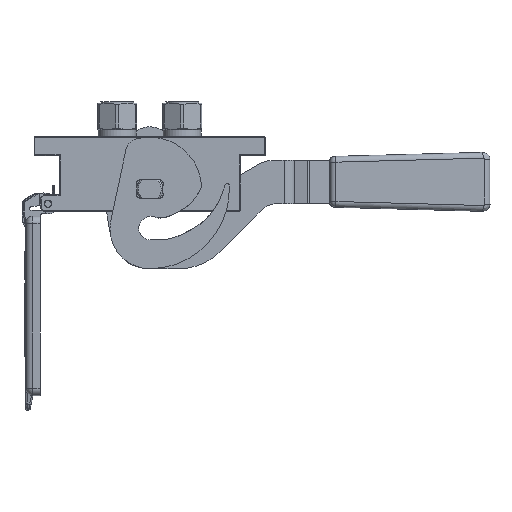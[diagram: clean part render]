
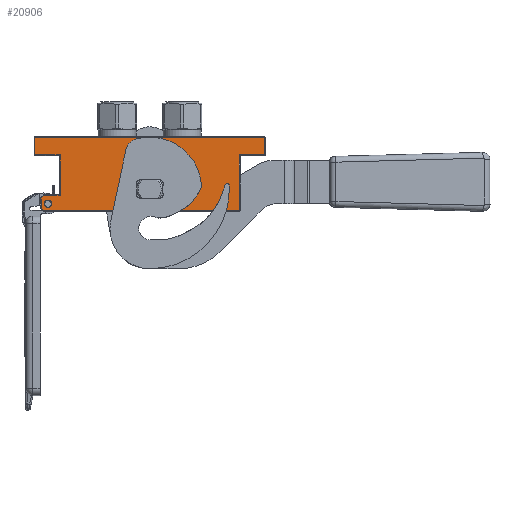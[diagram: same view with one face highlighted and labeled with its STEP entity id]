
A CAD part, front view. The second image highlights one B-rep face of the part: STEP entity #20906.
In plain terms, the highlighted planar face has unit normal (0, -1, 0).
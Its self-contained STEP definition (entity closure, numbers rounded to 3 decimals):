
#2 = CARTESIAN_POINT ( 'NONE',  ( 0., 0., -36.1 ) ) ;
#513 = DIRECTION ( 'NONE',  ( 0., 1., 0. ) ) ;
#1287 = EDGE_CURVE ( 'NONE', #71985, #24514, #15393, .T. ) ;
#1795 = DIRECTION ( 'NONE',  ( 1., 0., 0. ) ) ;
#1983 = DIRECTION ( 'NONE',  ( 0., 0., -1. ) ) ;
#2068 = DIRECTION ( 'NONE',  ( 0., 0., -1. ) ) ;
#2521 = CARTESIAN_POINT ( 'NONE',  ( 79.5, 0., -12.5 ) ) ;
#2986 = VERTEX_POINT ( 'NONE', #33109 ) ;
#3187 = VECTOR ( 'NONE', #54163, 1000. ) ;
#3926 = VECTOR ( 'NONE', #36369, 1000. ) ;
#3981 = VECTOR ( 'NONE', #16312, 1000. ) ;
#4227 = VECTOR ( 'NONE', #65360, 1000. ) ;
#4235 = VECTOR ( 'NONE', #24657, 1000. ) ;
#6049 = EDGE_CURVE ( 'NONE', #16210, #85507, #79281, .T. ) ;
#6537 = CARTESIAN_POINT ( 'NONE',  ( 0., 0., -47.4 ) ) ;
#7406 = DIRECTION ( 'NONE',  ( -1., 0., 0. ) ) ;
#7821 = DIRECTION ( 'NONE',  ( 1., 0., 0. ) ) ;
#7936 = CARTESIAN_POINT ( 'NONE',  ( -62., 0., -40.5 ) ) ;
#8142 = DIRECTION ( 'NONE',  ( 0., 1., 0. ) ) ;
#8491 = VERTEX_POINT ( 'NONE', #17806 ) ;
#9651 = CARTESIAN_POINT ( 'NONE',  ( -73.293, 0., -50.8 ) ) ;
#10620 = EDGE_CURVE ( 'NONE', #45302, #21766, #27483, .T. ) ;
#10881 = EDGE_CURVE ( 'NONE', #36899, #2986, #37993, .T. ) ;
#11392 = EDGE_CURVE ( 'NONE', #35848, #65859, #70386, .T. ) ;
#11534 = CARTESIAN_POINT ( 'NONE',  ( -73.293, 0., -50.8 ) ) ;
#11551 = CIRCLE ( 'NONE', #28824, 11.3 ) ;
#12743 = EDGE_CURVE ( 'NONE', #65264, #66613, #11551, .T. ) ;
#12802 = CARTESIAN_POINT ( 'NONE',  ( -62., 0., -40.5 ) ) ;
#13273 = FACE_OUTER_BOUND ( 'NONE', #54405, .T. ) ;
#14806 = CARTESIAN_POINT ( 'NONE',  ( -62., 0., -12.5 ) ) ;
#15315 = CARTESIAN_POINT ( 'NONE',  ( 62., 0., -12.5 ) ) ;
#15393 = LINE ( 'NONE', #12802, #55669 ) ;
#16210 = VERTEX_POINT ( 'NONE', #45993 ) ;
#16312 = DIRECTION ( 'NONE',  ( -0.707, 0., 0.707 ) ) ;
#17310 = ORIENTED_EDGE ( 'NONE', *, *, #32126, .T. ) ;
#17806 = CARTESIAN_POINT ( 'NONE',  ( -75., 0., -42.207 ) ) ;
#19355 = EDGE_CURVE ( 'NONE', #65859, #35848, #67236, .T. ) ;
#20906 = ADVANCED_FACE ( 'NONE', ( #13273, #66478, #73022 ), #86103, .F. ) ;
#21099 = ORIENTED_EDGE ( 'NONE', *, *, #6049, .T. ) ;
#21526 = DIRECTION ( 'NONE',  ( 0., -1., 0. ) ) ;
#21596 = ORIENTED_EDGE ( 'NONE', *, *, #46220, .T. ) ;
#21766 = VERTEX_POINT ( 'NONE', #67648 ) ;
#22273 = DIRECTION ( 'NONE',  ( 1., 0., 0. ) ) ;
#23018 = ORIENTED_EDGE ( 'NONE', *, *, #12743, .T. ) ;
#24514 = VERTEX_POINT ( 'NONE', #49087 ) ;
#24657 = DIRECTION ( 'NONE',  ( 1., 0., 0. ) ) ;
#26919 = ORIENTED_EDGE ( 'NONE', *, *, #19355, .F. ) ;
#27483 = LINE ( 'NONE', #55517, #55854 ) ;
#28449 = CARTESIAN_POINT ( 'NONE',  ( 62., 0., -50.8 ) ) ;
#28824 = AXIS2_PLACEMENT_3D ( 'NONE', #76165, #513, #33938 ) ;
#29814 = EDGE_LOOP ( 'NONE', ( #33517, #26919 ) ) ;
#32126 = EDGE_CURVE ( 'NONE', #66613, #65264, #89722, .T. ) ;
#32774 = CARTESIAN_POINT ( 'NONE',  ( -75., 0., -42.207 ) ) ;
#33109 = CARTESIAN_POINT ( 'NONE',  ( -62., 0., -12.5 ) ) ;
#33246 = ORIENTED_EDGE ( 'NONE', *, *, #89310, .T. ) ;
#33517 = ORIENTED_EDGE ( 'NONE', *, *, #11392, .F. ) ;
#33938 = DIRECTION ( 'NONE',  ( 0., 0., 1. ) ) ;
#34261 = VERTEX_POINT ( 'NONE', #68486 ) ;
#35293 = LINE ( 'NONE', #28449, #45075 ) ;
#35826 = LINE ( 'NONE', #70400, #51058 ) ;
#35848 = VERTEX_POINT ( 'NONE', #83230 ) ;
#36369 = DIRECTION ( 'NONE',  ( 0., 0., -1. ) ) ;
#36899 = VERTEX_POINT ( 'NONE', #66545 ) ;
#37798 = EDGE_CURVE ( 'NONE', #16210, #34261, #86671, .T. ) ;
#37808 = VECTOR ( 'NONE', #67076, 1000. ) ;
#37993 = LINE ( 'NONE', #52108, #4235 ) ;
#38285 = CARTESIAN_POINT ( 'NONE',  ( -70.3, 0., -46.3 ) ) ;
#38483 = ORIENTED_EDGE ( 'NONE', *, *, #37798, .F. ) ;
#42329 = VERTEX_POINT ( 'NONE', #15315 ) ;
#43878 = CARTESIAN_POINT ( 'NONE',  ( 79.5, 0., -0.5 ) ) ;
#44055 = EDGE_CURVE ( 'NONE', #8491, #34261, #58784, .T. ) ;
#45005 = ORIENTED_EDGE ( 'NONE', *, *, #10881, .T. ) ;
#45075 = VECTOR ( 'NONE', #84116, 1000. ) ;
#45133 = EDGE_CURVE ( 'NONE', #48493, #45302, #62914, .T. ) ;
#45302 = VERTEX_POINT ( 'NONE', #43878 ) ;
#45993 = CARTESIAN_POINT ( 'NONE',  ( -73.293, 0., -50.8 ) ) ;
#46220 = EDGE_CURVE ( 'NONE', #42329, #48493, #35826, .T. ) ;
#48493 = VERTEX_POINT ( 'NONE', #83412 ) ;
#49087 = CARTESIAN_POINT ( 'NONE',  ( -73.293, 0., -40.5 ) ) ;
#49551 = EDGE_CURVE ( 'NONE', #2986, #71985, #87676, .T. ) ;
#51058 = VECTOR ( 'NONE', #7821, 1000. ) ;
#51626 = ORIENTED_EDGE ( 'NONE', *, *, #44055, .T. ) ;
#51660 = ORIENTED_EDGE ( 'NONE', *, *, #49551, .T. ) ;
#52108 = CARTESIAN_POINT ( 'NONE',  ( -79.5, 0., -12.5 ) ) ;
#52232 = ORIENTED_EDGE ( 'NONE', *, *, #45133, .T. ) ;
#54163 = DIRECTION ( 'NONE',  ( 1., 0., 0. ) ) ;
#54405 = EDGE_LOOP ( 'NONE', ( #45005, #51660, #89614, #83776, #51626, #38483, #21099, #56943, #21596, #52232, #74187, #33246 ) ) ;
#55058 = CARTESIAN_POINT ( 'NONE',  ( -67.75, 0., -46.3 ) ) ;
#55517 = CARTESIAN_POINT ( 'NONE',  ( 79.5, 0., -0.5 ) ) ;
#55652 = EDGE_LOOP ( 'NONE', ( #23018, #17310 ) ) ;
#55669 = VECTOR ( 'NONE', #89954, 1000. ) ;
#55854 = VECTOR ( 'NONE', #7406, 1000. ) ;
#56666 = VECTOR ( 'NONE', #89304, 1000. ) ;
#56943 = ORIENTED_EDGE ( 'NONE', *, *, #63186, .T. ) ;
#58677 = DIRECTION ( 'NONE',  ( 0., -1., 0. ) ) ;
#58784 = LINE ( 'NONE', #88711, #56666 ) ;
#58971 = DIRECTION ( 'NONE',  ( -1., 0., 0. ) ) ;
#61698 = CARTESIAN_POINT ( 'NONE',  ( -70.3, 0., -46.3 ) ) ;
#62914 = LINE ( 'NONE', #2521, #4227 ) ;
#63066 = CARTESIAN_POINT ( 'NONE',  ( 62., 0., -50.8 ) ) ;
#63186 = EDGE_CURVE ( 'NONE', #85507, #42329, #35293, .T. ) ;
#63917 = CARTESIAN_POINT ( 'NONE',  ( 0., 0., 0. ) ) ;
#64257 = CARTESIAN_POINT ( 'NONE',  ( -79.5, 0., -0.5 ) ) ;
#64618 = AXIS2_PLACEMENT_3D ( 'NONE', #61698, #21526, #1795 ) ;
#65264 = VERTEX_POINT ( 'NONE', #73611 ) ;
#65360 = DIRECTION ( 'NONE',  ( 0., 0., 1. ) ) ;
#65859 = VERTEX_POINT ( 'NONE', #55058 ) ;
#66478 = FACE_BOUND ( 'NONE', #55652, .T. ) ;
#66545 = CARTESIAN_POINT ( 'NONE',  ( -79.5, 0., -12.5 ) ) ;
#66613 = VERTEX_POINT ( 'NONE', #6537 ) ;
#67076 = DIRECTION ( 'NONE',  ( 0.707, 0., 0.707 ) ) ;
#67236 = CIRCLE ( 'NONE', #64618, 2.55 ) ;
#67648 = CARTESIAN_POINT ( 'NONE',  ( -79.5, 0., -0.5 ) ) ;
#68486 = CARTESIAN_POINT ( 'NONE',  ( -75., 0., -49.093 ) ) ;
#70386 = CIRCLE ( 'NONE', #79400, 2.55 ) ;
#70400 = CARTESIAN_POINT ( 'NONE',  ( 62., 0., -12.5 ) ) ;
#71985 = VERTEX_POINT ( 'NONE', #7936 ) ;
#73022 = FACE_BOUND ( 'NONE', #29814, .T. ) ;
#73611 = CARTESIAN_POINT ( 'NONE',  ( 0., 0., -24.8 ) ) ;
#74187 = ORIENTED_EDGE ( 'NONE', *, *, #10620, .T. ) ;
#74744 = LINE ( 'NONE', #32774, #37808 ) ;
#76165 = CARTESIAN_POINT ( 'NONE',  ( 0., 0., -36.1 ) ) ;
#79281 = LINE ( 'NONE', #11534, #3187 ) ;
#79400 = AXIS2_PLACEMENT_3D ( 'NONE', #38285, #58677, #58971 ) ;
#79920 = AXIS2_PLACEMENT_3D ( 'NONE', #2, #8142, #2068 ) ;
#83230 = CARTESIAN_POINT ( 'NONE',  ( -72.85, 0., -46.3 ) ) ;
#83412 = CARTESIAN_POINT ( 'NONE',  ( 79.5, 0., -12.5 ) ) ;
#83776 = ORIENTED_EDGE ( 'NONE', *, *, #85997, .F. ) ;
#84116 = DIRECTION ( 'NONE',  ( 0., 0., 1. ) ) ;
#84417 = LINE ( 'NONE', #64257, #87710 ) ;
#84924 = DIRECTION ( 'NONE',  ( 0., 1., 0. ) ) ;
#85507 = VERTEX_POINT ( 'NONE', #63066 ) ;
#85997 = EDGE_CURVE ( 'NONE', #8491, #24514, #74744, .T. ) ;
#86103 = PLANE ( 'NONE',  #88688 ) ;
#86671 = LINE ( 'NONE', #9651, #3981 ) ;
#87676 = LINE ( 'NONE', #14806, #3926 ) ;
#87710 = VECTOR ( 'NONE', #1983, 1000. ) ;
#88688 = AXIS2_PLACEMENT_3D ( 'NONE', #63917, #84924, #22273 ) ;
#88711 = CARTESIAN_POINT ( 'NONE',  ( -75., 0., -42.207 ) ) ;
#89304 = DIRECTION ( 'NONE',  ( 0., 0., -1. ) ) ;
#89310 = EDGE_CURVE ( 'NONE', #21766, #36899, #84417, .T. ) ;
#89614 = ORIENTED_EDGE ( 'NONE', *, *, #1287, .T. ) ;
#89722 = CIRCLE ( 'NONE', #79920, 11.3 ) ;
#89954 = DIRECTION ( 'NONE',  ( -1., 0., 0. ) ) ;
